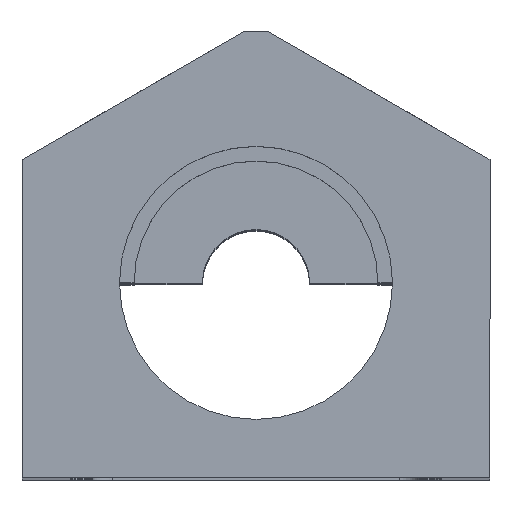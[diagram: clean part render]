
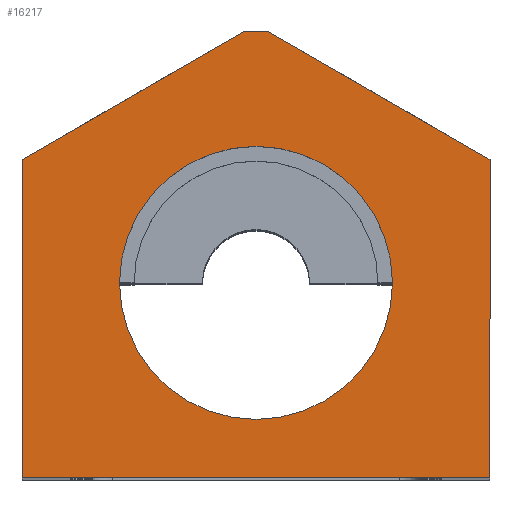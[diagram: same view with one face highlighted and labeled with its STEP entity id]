
A CAD part, top view. The second image highlights one B-rep face of the part: STEP entity #16217.
In plain terms, the highlighted planar face has unit normal (0, 0, 1).
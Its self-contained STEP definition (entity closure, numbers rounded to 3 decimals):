
#666 = CARTESIAN_POINT ( 'NONE',  ( 48., -40., 30. ) ) ;
#5668 = FACE_OUTER_BOUND ( 'NONE', #19551, .T. ) ;
#5673 = FACE_BOUND ( 'NONE', #19676, .T. ) ;
#6987 = VERTEX_POINT ( 'NONE', #666 ) ;
#7206 = VERTEX_POINT ( 'NONE', #11516 ) ;
#7217 = VERTEX_POINT ( 'NONE', #11514 ) ;
#7490 = VERTEX_POINT ( 'NONE', #11938 ) ;
#7503 = VERTEX_POINT ( 'NONE', #11899 ) ;
#7542 = VERTEX_POINT ( 'NONE', #12089 ) ;
#7587 = VERTEX_POINT ( 'NONE', #12102 ) ;
#8615 = AXIS2_PLACEMENT_3D ( 'NONE', #16761, #16774, #16782 ) ;
#8965 = AXIS2_PLACEMENT_3D ( 'NONE', #10313, #10300, #10294 ) ;
#9094 = AXIS2_PLACEMENT_3D ( 'NONE', #12433, #12439, #12449 ) ;
#9476 = CARTESIAN_POINT ( 'NONE',  ( -2.598, 51.5, 30. ) ) ;
#10294 = DIRECTION ( 'NONE',  ( 1., 0., 0. ) ) ;
#10300 = DIRECTION ( 'NONE',  ( 0., 0., 1. ) ) ;
#10313 = CARTESIAN_POINT ( 'NONE',  ( 0., 0., 30. ) ) ;
#10672 = CARTESIAN_POINT ( 'NONE',  ( 0., 53., 30. ) ) ;
#10684 = DIRECTION ( 'NONE',  ( -0.866, 0.5, 0. ) ) ;
#10748 = CARTESIAN_POINT ( 'NONE',  ( -48., 53., 30. ) ) ;
#10749 = DIRECTION ( 'NONE',  ( 0., -1., 0. ) ) ;
#11401 = VERTEX_POINT ( 'NONE', #9476 ) ;
#11514 = CARTESIAN_POINT ( 'NONE',  ( -28., 0., 30. ) ) ;
#11516 = CARTESIAN_POINT ( 'NONE',  ( 28., 0., 30. ) ) ;
#11899 = CARTESIAN_POINT ( 'NONE',  ( -48., -40., 30. ) ) ;
#11938 = CARTESIAN_POINT ( 'NONE',  ( -48., 25.287, 30. ) ) ;
#12089 = CARTESIAN_POINT ( 'NONE',  ( 2.598, 51.5, 30. ) ) ;
#12102 = CARTESIAN_POINT ( 'NONE',  ( 48., 25.287, 30. ) ) ;
#12433 = CARTESIAN_POINT ( 'NONE',  ( 0., 0., 30. ) ) ;
#12439 = DIRECTION ( 'NONE',  ( 0., 0., 1. ) ) ;
#12449 = DIRECTION ( 'NONE',  ( 1., 0., 0. ) ) ;
#12459 = DIRECTION ( 'NONE',  ( -0.866, -0.5, 0. ) ) ;
#13403 = DIRECTION ( 'NONE',  ( 1., 0., 0. ) ) ;
#13435 = CARTESIAN_POINT ( 'NONE',  ( -55., -40., 30. ) ) ;
#13589 = DIRECTION ( 'NONE',  ( -1., 0., 0. ) ) ;
#13596 = CARTESIAN_POINT ( 'NONE',  ( 0., 51.5, 30. ) ) ;
#13648 = CARTESIAN_POINT ( 'NONE',  ( 0., 53., 30. ) ) ;
#13872 = DIRECTION ( 'NONE',  ( 0., -1., 0. ) ) ;
#13875 = CARTESIAN_POINT ( 'NONE',  ( 48., 53., 30. ) ) ;
#14757 = LINE ( 'NONE', #13648, #14797 ) ;
#14797 = VECTOR ( 'NONE', #12459, 1000. ) ;
#14815 = CIRCLE ( 'NONE', #9094, 28. ) ;
#15296 = CIRCLE ( 'NONE', #8965, 28. ) ;
#15435 = LINE ( 'NONE', #10672, #15451 ) ;
#15443 = LINE ( 'NONE', #10748, #15463 ) ;
#15451 = VECTOR ( 'NONE', #10684, 1000. ) ;
#15463 = VECTOR ( 'NONE', #10749, 1000. ) ;
#15593 = LINE ( 'NONE', #13875, #15641 ) ;
#15641 = VECTOR ( 'NONE', #13872, 1000. ) ;
#15804 = LINE ( 'NONE', #13596, #15810 ) ;
#15810 = VECTOR ( 'NONE', #13589, 1000. ) ;
#15817 = LINE ( 'NONE', #13435, #15852 ) ;
#15852 = VECTOR ( 'NONE', #13403, 1000. ) ;
#16217 = ADVANCED_FACE ( 'NONE', ( #5673, #5668 ), #16711, .T. ) ;
#16711 = PLANE ( 'NONE',  #8615 ) ;
#16761 = CARTESIAN_POINT ( 'NONE',  ( 0., 0., 30. ) ) ;
#16774 = DIRECTION ( 'NONE',  ( 0., 0., 1. ) ) ;
#16782 = DIRECTION ( 'NONE',  ( 1., 0., 0. ) ) ;
#17908 = ORIENTED_EDGE ( 'NONE', *, *, #18929, .T. ) ;
#17920 = ORIENTED_EDGE ( 'NONE', *, *, #18908, .T. ) ;
#17923 = ORIENTED_EDGE ( 'NONE', *, *, #18936, .T. ) ;
#17925 = ORIENTED_EDGE ( 'NONE', *, *, #18422, .F. ) ;
#17935 = ORIENTED_EDGE ( 'NONE', *, *, #18942, .F. ) ;
#17941 = ORIENTED_EDGE ( 'NONE', *, *, #18548, .T. ) ;
#17942 = ORIENTED_EDGE ( 'NONE', *, *, #18670, .F. ) ;
#17952 = ORIENTED_EDGE ( 'NONE', *, *, #18527, .T. ) ;
#18422 = EDGE_CURVE ( 'NONE', #7217, #7206, #15296, .T. ) ;
#18527 = EDGE_CURVE ( 'NONE', #7587, #7542, #15435, .T. ) ;
#18548 = EDGE_CURVE ( 'NONE', #7490, #7503, #15443, .T. ) ;
#18670 = EDGE_CURVE ( 'NONE', #7587, #6987, #15593, .T. ) ;
#18908 = EDGE_CURVE ( 'NONE', #7503, #6987, #15817, .T. ) ;
#18929 = EDGE_CURVE ( 'NONE', #7542, #11401, #15804, .T. ) ;
#18936 = EDGE_CURVE ( 'NONE', #11401, #7490, #14757, .T. ) ;
#18942 = EDGE_CURVE ( 'NONE', #7206, #7217, #14815, .T. ) ;
#19551 = EDGE_LOOP ( 'NONE', ( #17952, #17908, #17923, #17941, #17920, #17942 ) ) ;
#19676 = EDGE_LOOP ( 'NONE', ( #17935, #17925 ) ) ;
